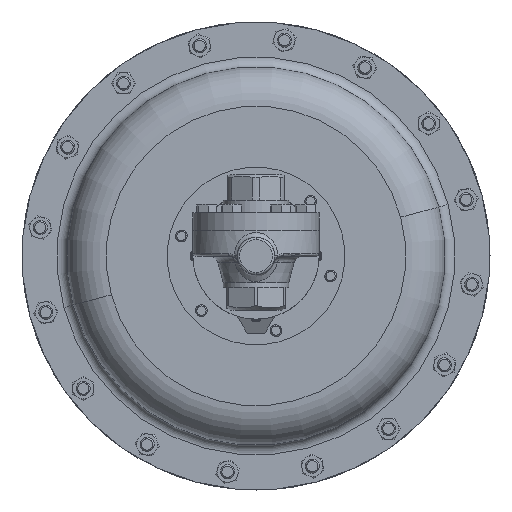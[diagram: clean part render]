
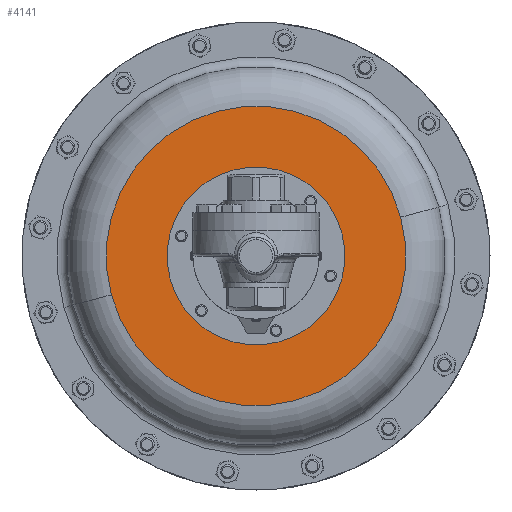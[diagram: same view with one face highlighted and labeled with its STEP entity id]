
A CAD part, front view. The second image highlights one B-rep face of the part: STEP entity #4141.
In plain terms, the highlighted planar face has unit normal (0, -1, 0).
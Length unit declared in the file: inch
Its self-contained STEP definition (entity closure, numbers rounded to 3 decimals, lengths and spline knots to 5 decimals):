
#520 = EDGE_CURVE ( 'NONE', #26013, #10302, #2555, .T. ) ;
#545 = EDGE_CURVE ( 'NONE', #10302, #26013, #19107, .T. ) ;
#979 = PLANE ( 'NONE',  #5165 ) ;
#2460 = ORIENTED_EDGE ( 'NONE', *, *, #520, .F. ) ;
#2512 = CARTESIAN_POINT ( 'NONE',  ( -3.8637, 6.4725, -1.03528 ) ) ;
#2555 = CIRCLE ( 'NONE', #15483, 4. ) ;
#2819 = CARTESIAN_POINT ( 'NONE',  ( 0., 6.4725, 0. ) ) ;
#2881 = DIRECTION ( 'NONE',  ( 0., -1., 0. ) ) ;
#3174 = FACE_BOUND ( 'NONE', #12108, .T. ) ;
#3942 = DIRECTION ( 'NONE',  ( 0.966, 0., 0.259 ) ) ;
#4141 = ADVANCED_FACE ( 'NONE', ( #26411, #3174 ), #979, .T. ) ;
#4601 = EDGE_LOOP ( 'NONE', ( #8653, #2460 ) ) ;
#5165 = AXIS2_PLACEMENT_3D ( 'NONE', #10785, #2881, #14558 ) ;
#5660 = DIRECTION ( 'NONE',  ( 0.707, 0., -0.707 ) ) ;
#8653 = ORIENTED_EDGE ( 'NONE', *, *, #545, .F. ) ;
#10302 = VERTEX_POINT ( 'NONE', #10701 ) ;
#10349 = CIRCLE ( 'NONE', #10832, 2.375 ) ;
#10701 = CARTESIAN_POINT ( 'NONE',  ( 3.8637, 6.4725, 1.03528 ) ) ;
#10731 = DIRECTION ( 'NONE',  ( 0.966, 0., 0.259 ) ) ;
#10785 = CARTESIAN_POINT ( 'NONE',  ( 1.03528, 6.4725, -3.8637 ) ) ;
#10832 = AXIS2_PLACEMENT_3D ( 'NONE', #2819, #11486, #5660 ) ;
#11052 = DIRECTION ( 'NONE',  ( 0., 1., 0. ) ) ;
#11486 = DIRECTION ( 'NONE',  ( 0., 1., 0. ) ) ;
#11991 = CARTESIAN_POINT ( 'NONE',  ( 0., 6.4725, 0. ) ) ;
#12108 = EDGE_LOOP ( 'NONE', ( #19083, #18611 ) ) ;
#13390 = EDGE_CURVE ( 'NONE', #19875, #27264, #10349, .T. ) ;
#14053 = CIRCLE ( 'NONE', #18112, 2.375 ) ;
#14558 = DIRECTION ( 'NONE',  ( -0.966, 0., -0.259 ) ) ;
#15483 = AXIS2_PLACEMENT_3D ( 'NONE', #15638, #26782, #10731 ) ;
#15638 = CARTESIAN_POINT ( 'NONE',  ( 0., 6.4725, 0. ) ) ;
#18112 = AXIS2_PLACEMENT_3D ( 'NONE', #24504, #11052, #26817 ) ;
#18611 = ORIENTED_EDGE ( 'NONE', *, *, #26438, .T. ) ;
#19083 = ORIENTED_EDGE ( 'NONE', *, *, #13390, .T. ) ;
#19107 = CIRCLE ( 'NONE', #23027, 4. ) ;
#19234 = CARTESIAN_POINT ( 'NONE',  ( -1.67938, 6.4725, 1.67938 ) ) ;
#19875 = VERTEX_POINT ( 'NONE', #19234 ) ;
#21133 = CARTESIAN_POINT ( 'NONE',  ( 1.67938, 6.4725, -1.67938 ) ) ;
#23027 = AXIS2_PLACEMENT_3D ( 'NONE', #11991, #23578, #3942 ) ;
#23578 = DIRECTION ( 'NONE',  ( 0., 1., 0. ) ) ;
#24504 = CARTESIAN_POINT ( 'NONE',  ( 0., 6.4725, 0. ) ) ;
#26013 = VERTEX_POINT ( 'NONE', #2512 ) ;
#26411 = FACE_OUTER_BOUND ( 'NONE', #4601, .T. ) ;
#26438 = EDGE_CURVE ( 'NONE', #27264, #19875, #14053, .T. ) ;
#26782 = DIRECTION ( 'NONE',  ( 0., 1., 0. ) ) ;
#26817 = DIRECTION ( 'NONE',  ( 0.707, 0., -0.707 ) ) ;
#27264 = VERTEX_POINT ( 'NONE', #21133 ) ;
